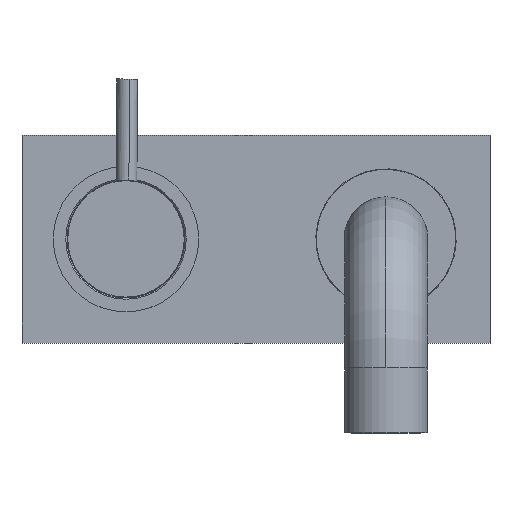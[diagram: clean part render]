
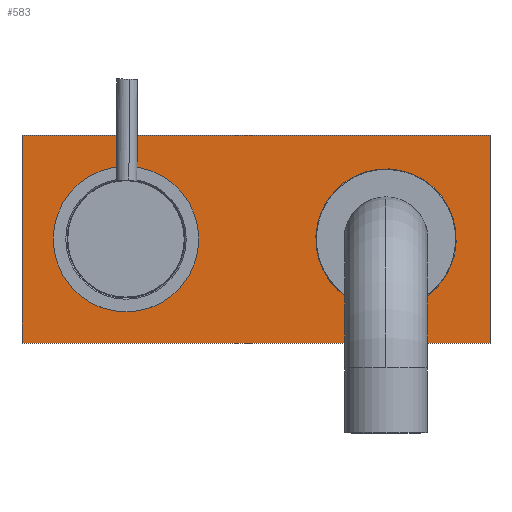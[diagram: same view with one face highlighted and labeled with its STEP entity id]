
A CAD part, top view. The second image highlights one B-rep face of the part: STEP entity #583.
In plain terms, the highlighted planar face has unit normal (0, 0, 1).
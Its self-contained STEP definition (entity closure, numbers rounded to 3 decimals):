
#368 = FACE_BOUND ( 'NONE', #22593, .T. ) ;
#583 = ADVANCED_FACE ( 'NONE', ( #368, #9138, #18489 ), #680, .T. ) ;
#616 = LINE ( 'NONE', #2186, #5264 ) ;
#680 = PLANE ( 'NONE',  #22056 ) ;
#718 = EDGE_CURVE ( 'NONE', #17359, #11845, #9402, .T. ) ;
#1049 = EDGE_CURVE ( 'NONE', #10212, #18915, #616, .T. ) ;
#1132 = CARTESIAN_POINT ( 'NONE',  ( 50., 0., 57.3 ) ) ;
#1367 = DIRECTION ( 'NONE',  ( 1., 0., 0. ) ) ;
#1389 = CARTESIAN_POINT ( 'NONE',  ( 90., -40., 57.3 ) ) ;
#1549 = CARTESIAN_POINT ( 'NONE',  ( -90., -40., 57.3 ) ) ;
#1704 = ORIENTED_EDGE ( 'NONE', *, *, #7375, .T. ) ;
#2186 = CARTESIAN_POINT ( 'NONE',  ( -90., -40., 57.3 ) ) ;
#2494 = CARTESIAN_POINT ( 'NONE',  ( 0., 0., 57.3 ) ) ;
#2870 = DIRECTION ( 'NONE',  ( 0.684, 0.73, 0. ) ) ;
#3247 = EDGE_CURVE ( 'NONE', #15555, #10212, #4649, .T. ) ;
#3394 = CARTESIAN_POINT ( 'NONE',  ( -50., 0., 57.3 ) ) ;
#3842 = CARTESIAN_POINT ( 'NONE',  ( 90., -40., 57.3 ) ) ;
#4014 = EDGE_LOOP ( 'NONE', ( #16628, #11700, #4520, #15612 ) ) ;
#4108 = DIRECTION ( 'NONE',  ( 0., 0., -1. ) ) ;
#4418 = CIRCLE ( 'NONE', #6731, 27. ) ;
#4520 = ORIENTED_EDGE ( 'NONE', *, *, #5466, .F. ) ;
#4525 = DIRECTION ( 'NONE',  ( 0., 0., 1. ) ) ;
#4565 = CIRCLE ( 'NONE', #10276, 23. ) ;
#4649 = LINE ( 'NONE', #3842, #9334 ) ;
#4685 = CARTESIAN_POINT ( 'NONE',  ( 31.534, -19.698, 57.3 ) ) ;
#5130 = AXIS2_PLACEMENT_3D ( 'NONE', #3394, #15656, #5151 ) ;
#5151 = DIRECTION ( 'NONE',  ( 1., 0., 0. ) ) ;
#5264 = VECTOR ( 'NONE', #12722, 1000. ) ;
#5342 = EDGE_LOOP ( 'NONE', ( #17427, #14703 ) ) ;
#5466 = EDGE_CURVE ( 'NONE', #15751, #15555, #10274, .T. ) ;
#6731 = AXIS2_PLACEMENT_3D ( 'NONE', #14672, #4108, #16403 ) ;
#7375 = EDGE_CURVE ( 'NONE', #15657, #11530, #4418, .T. ) ;
#7476 = CARTESIAN_POINT ( 'NONE',  ( 90., -40., 57.3 ) ) ;
#7686 = EDGE_CURVE ( 'NONE', #18915, #15751, #21190, .T. ) ;
#9029 = CARTESIAN_POINT ( 'NONE',  ( -90., 40., 57.3 ) ) ;
#9138 = FACE_BOUND ( 'NONE', #5342, .T. ) ;
#9334 = VECTOR ( 'NONE', #14394, 1000. ) ;
#9402 = CIRCLE ( 'NONE', #5130, 23. ) ;
#9867 = DIRECTION ( 'NONE',  ( 0., 0., -1. ) ) ;
#10212 = VERTEX_POINT ( 'NONE', #1549 ) ;
#10274 = LINE ( 'NONE', #7476, #19610 ) ;
#10276 = AXIS2_PLACEMENT_3D ( 'NONE', #20368, #9867, #22163 ) ;
#11432 = CIRCLE ( 'NONE', #13435, 27. ) ;
#11530 = VERTEX_POINT ( 'NONE', #4685 ) ;
#11700 = ORIENTED_EDGE ( 'NONE', *, *, #3247, .F. ) ;
#11845 = VERTEX_POINT ( 'NONE', #20331 ) ;
#12722 = DIRECTION ( 'NONE',  ( 0., 1., 0. ) ) ;
#12731 = CARTESIAN_POINT ( 'NONE',  ( 90., 40., 57.3 ) ) ;
#13410 = DIRECTION ( 'NONE',  ( 0., 0., -1. ) ) ;
#13435 = AXIS2_PLACEMENT_3D ( 'NONE', #1132, #13410, #2870 ) ;
#13653 = CARTESIAN_POINT ( 'NONE',  ( 90., 40., 57.3 ) ) ;
#13979 = EDGE_CURVE ( 'NONE', #11845, #17359, #4565, .T. ) ;
#14394 = DIRECTION ( 'NONE',  ( -1., 0., 0. ) ) ;
#14672 = CARTESIAN_POINT ( 'NONE',  ( 50., 0., 57.3 ) ) ;
#14703 = ORIENTED_EDGE ( 'NONE', *, *, #718, .T. ) ;
#15555 = VERTEX_POINT ( 'NONE', #1389 ) ;
#15612 = ORIENTED_EDGE ( 'NONE', *, *, #7686, .F. ) ;
#15656 = DIRECTION ( 'NONE',  ( 0., 0., -1. ) ) ;
#15657 = VERTEX_POINT ( 'NONE', #17573 ) ;
#15751 = VERTEX_POINT ( 'NONE', #12731 ) ;
#16403 = DIRECTION ( 'NONE',  ( 0.684, 0.73, 0. ) ) ;
#16504 = VECTOR ( 'NONE', #1367, 1000. ) ;
#16628 = ORIENTED_EDGE ( 'NONE', *, *, #1049, .F. ) ;
#16815 = DIRECTION ( 'NONE',  ( -1., 0., 0. ) ) ;
#17359 = VERTEX_POINT ( 'NONE', #20692 ) ;
#17427 = ORIENTED_EDGE ( 'NONE', *, *, #13979, .T. ) ;
#17573 = CARTESIAN_POINT ( 'NONE',  ( 68.466, 19.698, 57.3 ) ) ;
#18489 = FACE_OUTER_BOUND ( 'NONE', #4014, .T. ) ;
#18915 = VERTEX_POINT ( 'NONE', #9029 ) ;
#19610 = VECTOR ( 'NONE', #21542, 1000. ) ;
#20331 = CARTESIAN_POINT ( 'NONE',  ( -73., 0., 57.3 ) ) ;
#20368 = CARTESIAN_POINT ( 'NONE',  ( -50., 0., 57.3 ) ) ;
#20692 = CARTESIAN_POINT ( 'NONE',  ( -27., 0., 57.3 ) ) ;
#21190 = LINE ( 'NONE', #13653, #16504 ) ;
#21283 = EDGE_CURVE ( 'NONE', #11530, #15657, #11432, .T. ) ;
#21542 = DIRECTION ( 'NONE',  ( 0., -1., 0. ) ) ;
#21802 = ORIENTED_EDGE ( 'NONE', *, *, #21283, .T. ) ;
#22056 = AXIS2_PLACEMENT_3D ( 'NONE', #2494, #4525, #16815 ) ;
#22163 = DIRECTION ( 'NONE',  ( 1., 0., 0. ) ) ;
#22593 = EDGE_LOOP ( 'NONE', ( #1704, #21802 ) ) ;
